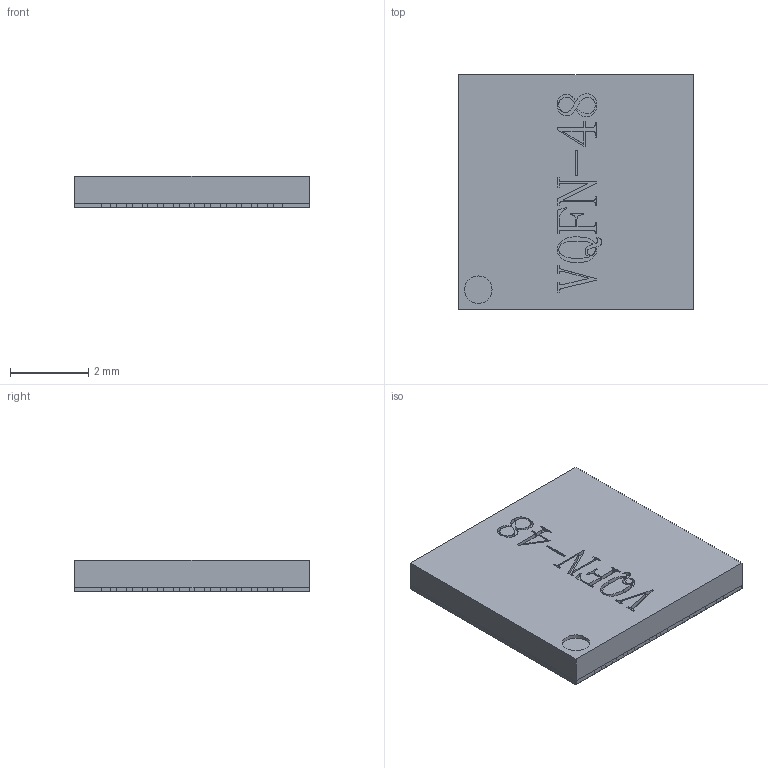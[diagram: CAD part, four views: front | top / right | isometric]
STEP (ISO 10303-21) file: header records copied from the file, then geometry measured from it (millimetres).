
FILE_DESCRIPTION (( 'STEP AP214' ), '1' );
FILE_NAME ('User Library-vqfn48-tps65217.STEP', '2017-04-06T04:21:24', ( '' ), ( '' ), 'SwSTEP 2.0', 'SolidWorks 2016', '' );
FILE_SCHEMA (( 'AUTOMOTIVE_DESIGN' ));
Length unit declared in the file: millimetre
Products named in the file (1): User Library-vqfn48-tps65217
Bounding box: 6 x 6 x 0.81 mm (x, y, z)
Surface area: 165.4 mm2
Topology: 2 solids, 2 shells, 356 faces, 1017 edges, 678 vertices
Faces by surface type: plane 301, bspline 53, cylinder 2
Entity records: 17910 total; most frequent: CARTESIAN_POINT 4817, ORIENTED_EDGE 2034, DIRECTION 1523, EDGE_CURVE 1017, LINE 907, VECTOR 907, VERTEX_POINT 678, EDGE_LOOP 465
